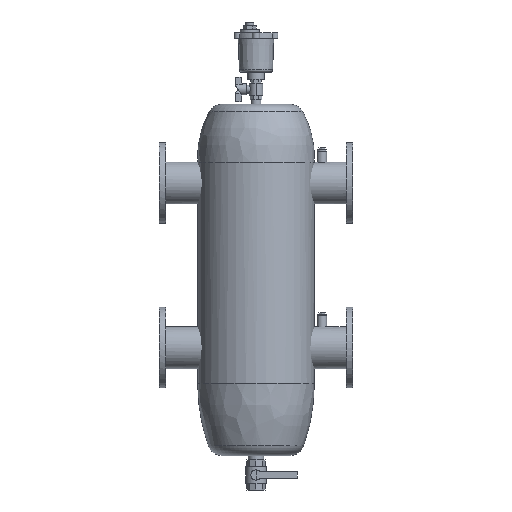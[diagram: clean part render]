
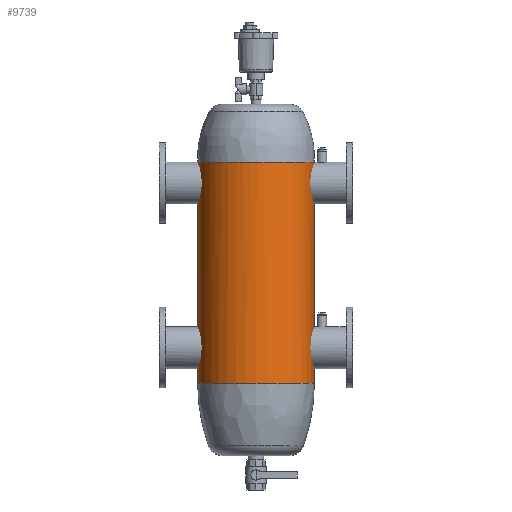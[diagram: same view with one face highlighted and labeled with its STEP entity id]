
A CAD part, front view. The second image highlights one B-rep face of the part: STEP entity #9739.
In plain terms, the highlighted cylindrical face has radius 159.5 mm (diameter 319 mm), a partial arc.
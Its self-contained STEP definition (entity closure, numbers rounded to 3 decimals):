
#9620=CARTESIAN_POINT('Vertex',(-159.5,0.,57.16)) ;
#9624=CARTESIAN_POINT('Control Point',(-159.5,0.,57.16)) ;
#9625=CARTESIAN_POINT('Control Point',(-159.5,-93.936,57.16)) ;
#9626=CARTESIAN_POINT('Control Point',(-92.929,-159.5,57.16)) ;
#9627=CARTESIAN_POINT('Control Point',(0.,-159.5,57.16)) ;
#9628=CARTESIAN_POINT('Control Point',(92.929,-159.5,57.16)) ;
#9629=CARTESIAN_POINT('Control Point',(159.5,-93.936,57.16)) ;
#9630=CARTESIAN_POINT('Control Point',(159.5,0.,57.16)) ;
#9631=CARTESIAN_POINT('Vertex',(159.5,0.,57.16)) ;
#9697=CARTESIAN_POINT('Line Origine',(159.5,0.,475.)) ;
#9701=CARTESIAN_POINT('Vertex',(159.5,0.,-547.84)) ;
#9708=CARTESIAN_POINT('Vertex',(-159.5,0.,-547.84)) ;
#9711=CARTESIAN_POINT('Line Origine',(-159.5,0.,475.)) ;
#9723=CARTESIAN_POINT('Axis2P3D Location',(0.,0.,475.)) ;
#9728=CARTESIAN_POINT('Axis2P3D Location',(0.,0.,-547.84)) ;
#9698=DIRECTION('Vector Direction',(0.,0.,1.)) ;
#9712=DIRECTION('Vector Direction',(0.,0.,1.)) ;
#9724=DIRECTION('Axis2P3D Direction',(0.,0.,1.)) ;
#9725=DIRECTION('Axis2P3D XDirection',(0.,1.,0.)) ;
#9729=DIRECTION('Axis2P3D Direction',(0.,0.,1.)) ;
#9726=AXIS2_PLACEMENT_3D('Cylinder Axis2P3D',#9723,#9724,#9725) ;
#9730=AXIS2_PLACEMENT_3D('Circle Axis2P3D',#9728,#9729,$) ;
#9734=ORIENTED_EDGE('',*,*,#9715,.T.) ;
#9735=ORIENTED_EDGE('',*,*,#9732,.F.) ;
#9736=ORIENTED_EDGE('',*,*,#9703,.T.) ;
#9737=ORIENTED_EDGE('',*,*,#9633,.F.) ;
#9699=VECTOR('Line Direction',#9698,1.) ;
#9713=VECTOR('Line Direction',#9712,1.) ;
#9739=ADVANCED_FACE('hydraulicseparator_caleffi_5_10.1\\PartBody',(#9738),#9727,.T.) ;
#9731=CIRCLE('generated circle',#9730,159.5) ;
#9727=CYLINDRICAL_SURFACE('generated cylinder',#9726,159.5) ;
#9633=EDGE_CURVE('',#9621,#9632,#9623,.T.) ;
#9703=EDGE_CURVE('',#9702,#9632,#9700,.T.) ;
#9715=EDGE_CURVE('',#9621,#9709,#9714,.F.) ;
#9732=EDGE_CURVE('',#9702,#9709,#9731,.F.) ;
#9733=EDGE_LOOP('',(#9734,#9735,#9736,#9737)) ;
#9738=FACE_OUTER_BOUND('',#9733,.T.) ;
#9700=LINE('Line',#9697,#9699) ;
#9714=LINE('Line',#9711,#9713) ;
#9621=VERTEX_POINT('',#9620) ;
#9632=VERTEX_POINT('',#9631) ;
#9702=VERTEX_POINT('',#9701) ;
#9709=VERTEX_POINT('',#9708) ;
#9623=(BOUNDED_CURVE()B_SPLINE_CURVE(3,(#9624,#9625,#9626,#9627,#9628,#9629,#9630),.UNSPECIFIED.,.F.,.U.)B_SPLINE_CURVE_WITH_KNOTS((4,3,4),(0.043,1.,1.957),.UNSPECIFIED.)CURVE()GEOMETRIC_REPRESENTATION_ITEM()RATIONAL_B_SPLINE_CURVE((1.18,0.957,0.967,1.211,0.967,0.957,1.18))REPRESENTATION_ITEM('')) ;
